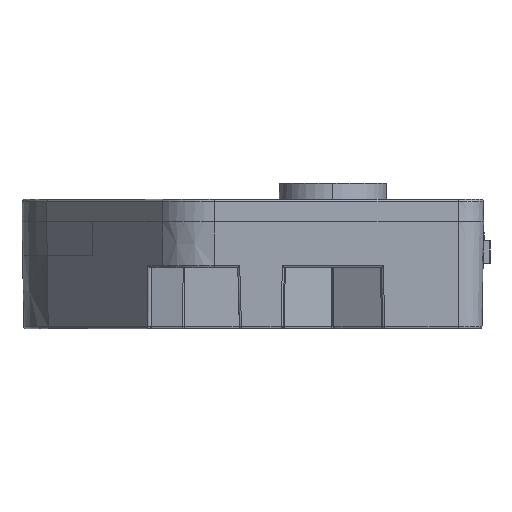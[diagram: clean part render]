
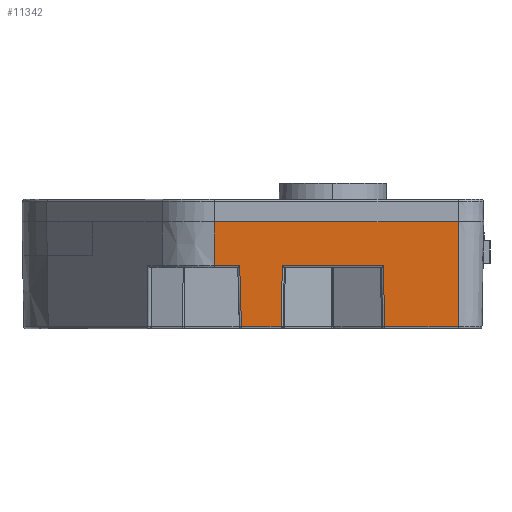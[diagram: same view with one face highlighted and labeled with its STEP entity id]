
A CAD part, left-side view. The second image highlights one B-rep face of the part: STEP entity #11342.
In plain terms, the highlighted planar face has unit normal (-1, 0, -0.018).
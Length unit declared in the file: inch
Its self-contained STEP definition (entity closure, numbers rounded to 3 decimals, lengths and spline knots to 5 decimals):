
#719 = LINE ( 'NONE', #29835, #26187 ) ;
#5323 = DIRECTION ( 'NONE',  ( 0.017, 0., -1. ) ) ;
#9233 = EDGE_CURVE ( 'NONE', #49852, #57005, #719, .T. ) ;
#9757 = DIRECTION ( 'NONE',  ( 0.017, 0., -1. ) ) ;
#11342 = ADVANCED_FACE ( 'NONE', ( #78628 ), #15126, .T. ) ;
#11567 = CARTESIAN_POINT ( 'NONE',  ( -1., -0.25, 0.41339 ) ) ;
#11906 = VERTEX_POINT ( 'NONE', #49113 ) ;
#11923 = VECTOR ( 'NONE', #82038, 39.37008 ) ;
#13886 = CARTESIAN_POINT ( 'NONE',  ( -0.99704, -0.90234, 0.24396 ) ) ;
#15126 = PLANE ( 'NONE',  #46146 ) ;
#17671 = CARTESIAN_POINT ( 'NONE',  ( -0.99292, -0.25, 0.00774 ) ) ;
#18013 = CARTESIAN_POINT ( 'NONE',  ( -0.99292, -0.25, 0.00774 ) ) ;
#18487 = CARTESIAN_POINT ( 'NONE',  ( -0.99704, -0.51187, 0.24396 ) ) ;
#19609 = LINE ( 'NONE', #32621, #51677 ) ;
#20523 = VERTEX_POINT ( 'NONE', #54586 ) ;
#21410 = VECTOR ( 'NONE', #68999, 39.37008 ) ;
#22819 = CARTESIAN_POINT ( 'NONE',  ( -0.99292, -0.90647, 0.00774 ) ) ;
#24240 = ORIENTED_EDGE ( 'NONE', *, *, #55435, .F. ) ;
#25210 = EDGE_CURVE ( 'NONE', #80805, #56986, #74305, .T. ) ;
#26187 = VECTOR ( 'NONE', #85090, 39.37008 ) ;
#26399 = CARTESIAN_POINT ( 'NONE',  ( -1.00005, -0.34282, 0.41602 ) ) ;
#28207 = VERTEX_POINT ( 'NONE', #87016 ) ;
#29835 = CARTESIAN_POINT ( 'NONE',  ( -1., -0.25, 0.41339 ) ) ;
#29936 = DIRECTION ( 'NONE',  ( -1., 0., -0.017 ) ) ;
#32621 = CARTESIAN_POINT ( 'NONE',  ( -1., -1.19094, 0.41339 ) ) ;
#32883 = DIRECTION ( 'NONE',  ( 0.017, -0.028, -0.999 ) ) ;
#32967 = DIRECTION ( 'NONE',  ( 0., -1., 0. ) ) ;
#34112 = VERTEX_POINT ( 'NONE', #13886 ) ;
#41725 = DIRECTION ( 'NONE',  ( 0., -1., 0. ) ) ;
#42956 = EDGE_CURVE ( 'NONE', #56986, #34112, #63037, .T. ) ;
#43408 = CARTESIAN_POINT ( 'NONE',  ( -1., -0.25, 0.41339 ) ) ;
#46012 = DIRECTION ( 'NONE',  ( -0.017, -0.017, 1. ) ) ;
#46146 = AXIS2_PLACEMENT_3D ( 'NONE', #43408, #29936, #58232 ) ;
#46509 = EDGE_LOOP ( 'NONE', ( #88441, #64985, #48045, #78710, #53160, #79476, #67937, #52785, #24240, #67946 ) ) ;
#47505 = EDGE_CURVE ( 'NONE', #91606, #11906, #61699, .T. ) ;
#48045 = ORIENTED_EDGE ( 'NONE', *, *, #50787, .T. ) ;
#48401 = CARTESIAN_POINT ( 'NONE',  ( -1.0002, -0.89919, 0.42471 ) ) ;
#48686 = VECTOR ( 'NONE', #32883, 39.37008 ) ;
#49113 = CARTESIAN_POINT ( 'NONE',  ( -0.99292, -1.19094, 0.00774 ) ) ;
#49758 = VECTOR ( 'NONE', #46012, 39.37008 ) ;
#49852 = VERTEX_POINT ( 'NONE', #72078 ) ;
#50787 = EDGE_CURVE ( 'NONE', #20523, #66539, #89559, .T. ) ;
#51599 = EDGE_CURVE ( 'NONE', #66539, #80805, #75506, .T. ) ;
#51677 = VECTOR ( 'NONE', #5323, 39.37008 ) ;
#52785 = ORIENTED_EDGE ( 'NONE', *, *, #47505, .T. ) ;
#52970 = EDGE_CURVE ( 'NONE', #57005, #28207, #73232, .T. ) ;
#53160 = ORIENTED_EDGE ( 'NONE', *, *, #25210, .T. ) ;
#54586 = CARTESIAN_POINT ( 'NONE',  ( -0.99704, -0.3477, 0.24396 ) ) ;
#55354 = LINE ( 'NONE', #48401, #67921 ) ;
#55435 = EDGE_CURVE ( 'NONE', #49852, #11906, #19609, .T. ) ;
#55802 = DIRECTION ( 'NONE',  ( 0.017, -0.017, -1. ) ) ;
#56986 = VERTEX_POINT ( 'NONE', #18487 ) ;
#57005 = VERTEX_POINT ( 'NONE', #11567 ) ;
#58232 = DIRECTION ( 'NONE',  ( -0.017, 0., 1. ) ) ;
#58848 = CARTESIAN_POINT ( 'NONE',  ( -1., -0.25, 0.41339 ) ) ;
#59323 = VECTOR ( 'NONE', #41725, 39.37008 ) ;
#61699 = LINE ( 'NONE', #17671, #68871 ) ;
#62147 = CARTESIAN_POINT ( 'NONE',  ( -0.99704, -0.25, 0.24396 ) ) ;
#63037 = LINE ( 'NONE', #62147, #59323 ) ;
#64985 = ORIENTED_EDGE ( 'NONE', *, *, #69408, .T. ) ;
#65936 = CARTESIAN_POINT ( 'NONE',  ( -0.99992, -0.51475, 0.40877 ) ) ;
#66539 = VERTEX_POINT ( 'NONE', #82628 ) ;
#67921 = VECTOR ( 'NONE', #55802, 39.37008 ) ;
#67937 = ORIENTED_EDGE ( 'NONE', *, *, #86368, .T. ) ;
#67946 = ORIENTED_EDGE ( 'NONE', *, *, #9233, .T. ) ;
#68871 = VECTOR ( 'NONE', #32967, 39.37008 ) ;
#68999 = DIRECTION ( 'NONE',  ( 0., -1., 0. ) ) ;
#69408 = EDGE_CURVE ( 'NONE', #28207, #20523, #82498, .T. ) ;
#71164 = VECTOR ( 'NONE', #9757, 39.37008 ) ;
#72078 = CARTESIAN_POINT ( 'NONE',  ( -1., -1.19094, 0.41339 ) ) ;
#73232 = LINE ( 'NONE', #58848, #71164 ) ;
#74305 = LINE ( 'NONE', #65936, #49758 ) ;
#75506 = LINE ( 'NONE', #18013, #11923 ) ;
#75991 = CARTESIAN_POINT ( 'NONE',  ( -0.99704, -0.25, 0.24396 ) ) ;
#78628 = FACE_OUTER_BOUND ( 'NONE', #46509, .T. ) ;
#78710 = ORIENTED_EDGE ( 'NONE', *, *, #51599, .T. ) ;
#79476 = ORIENTED_EDGE ( 'NONE', *, *, #42956, .T. ) ;
#80805 = VERTEX_POINT ( 'NONE', #81385 ) ;
#81385 = CARTESIAN_POINT ( 'NONE',  ( -0.99292, -0.50775, 0.00774 ) ) ;
#82038 = DIRECTION ( 'NONE',  ( 0., -1., 0. ) ) ;
#82498 = LINE ( 'NONE', #75991, #21410 ) ;
#82628 = CARTESIAN_POINT ( 'NONE',  ( -0.99292, -0.35441, 0.00774 ) ) ;
#85090 = DIRECTION ( 'NONE',  ( 0., 1., 0. ) ) ;
#86368 = EDGE_CURVE ( 'NONE', #34112, #91606, #55354, .T. ) ;
#87016 = CARTESIAN_POINT ( 'NONE',  ( -0.99704, -0.25, 0.24396 ) ) ;
#88441 = ORIENTED_EDGE ( 'NONE', *, *, #52970, .T. ) ;
#89559 = LINE ( 'NONE', #26399, #48686 ) ;
#91606 = VERTEX_POINT ( 'NONE', #22819 ) ;
